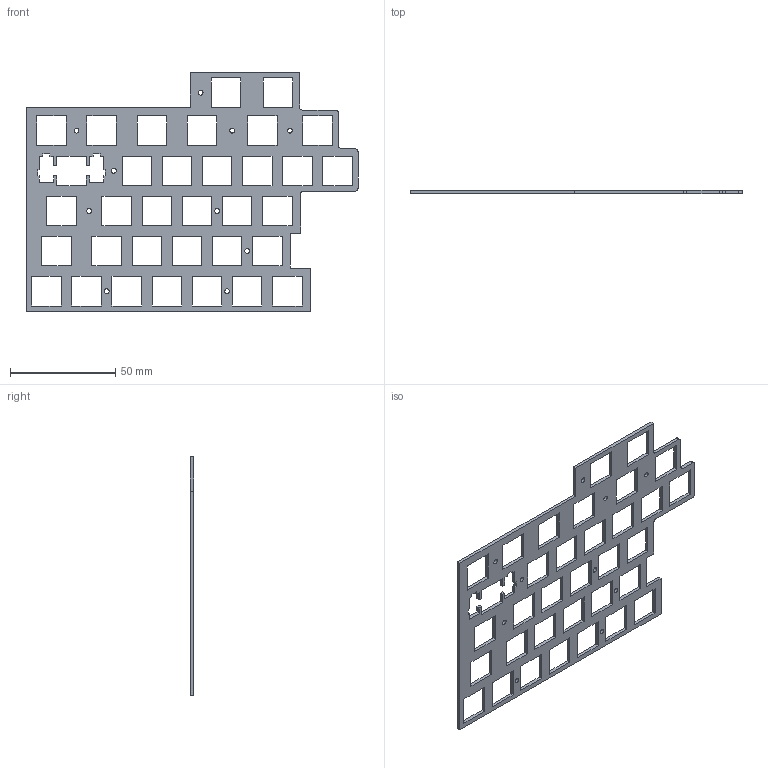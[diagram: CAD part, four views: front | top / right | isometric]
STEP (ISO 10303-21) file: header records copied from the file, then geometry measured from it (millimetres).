
FILE_DESCRIPTION(/* description */ (''),/* implementation_level */ '2;1');
FILE_NAME(/* name */ 'plate_sx.step',/* time_stamp */ '2025-05-09T14:30:56+02:00',/* author */ (''),/* organization */ (''),/* preprocessor_version */ 'ST-DEVELOPER v20.1',/* originating_system */ 'Autodesk Translation Framework v14.4.0.0',/* authorisation */ '');
FILE_SCHEMA (('AUTOMOTIVE_DESIGN { 1 0 10303 214 3 1 1 }'));
Length unit declared in the file: millimetre
Products named in the file (1): plate_sx
Bounding box: 157.51 x 1.6 x 113.22 mm (x, y, z)
Volume: 11943.2 mm3; surface area: 19096.7 mm2
Topology: 1 solids, 1 shells, 202 faces, 600 edges, 400 vertices
Faces by surface type: plane 186, cylinder 16
Full cylindrical faces by diameter (mm): 2.3 x10
Entity records: 6872 total; most frequent: CARTESIAN_POINT 1203, ORIENTED_EDGE 1200, DIRECTION 1038, EDGE_CURVE 600, LINE 568, VECTOR 568, VERTEX_POINT 400, EDGE_LOOP 290
